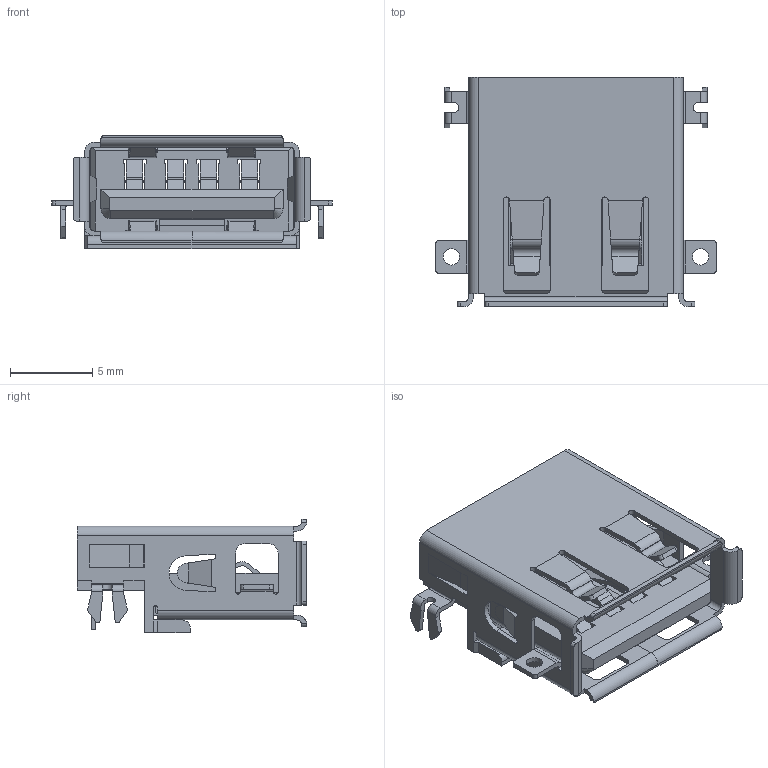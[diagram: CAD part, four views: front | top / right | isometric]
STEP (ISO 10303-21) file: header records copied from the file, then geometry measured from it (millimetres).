
FILE_DESCRIPTION(/* description */ (''),/* implementation_level */ '2;1');
FILE_NAME(/* name */ 'MOLEX_48258-0001.step',/* time_stamp */ '2022-01-21T03:58:53+08:00',/* author */ (''),/* organization */ (''),/* preprocessor_version */ 'ST-DEVELOPER v18.1',/* originating_system */ 'Autodesk Translation Framework v10.10.0.1391',/* authorisation */ '');
FILE_SCHEMA (('AUTOMOTIVE_DESIGN { 1 0 10303 214 3 1 1 }'));
Length unit declared in the file: millimetre
Products named in the file (1): MOLEX 48258-0001
Bounding box: 17.1 x 14 x 6.9 mm (x, y, z)
Volume: 443.2 mm3; surface area: 1616 mm2
Topology: 1 solids, 1 shells, 570 faces, 1740 edges, 1142 vertices
Faces by surface type: plane 419, cylinder 149, cone 2
Full cylindrical faces by diameter (mm): 1 x2
Entity records: 19771 total; most frequent: CARTESIAN_POINT 3549, ORIENTED_EDGE 3480, DIRECTION 3182, EDGE_CURVE 1740, LINE 1424, VECTOR 1424, VERTEX_POINT 1142, AXIS2_PLACEMENT_3D 879
